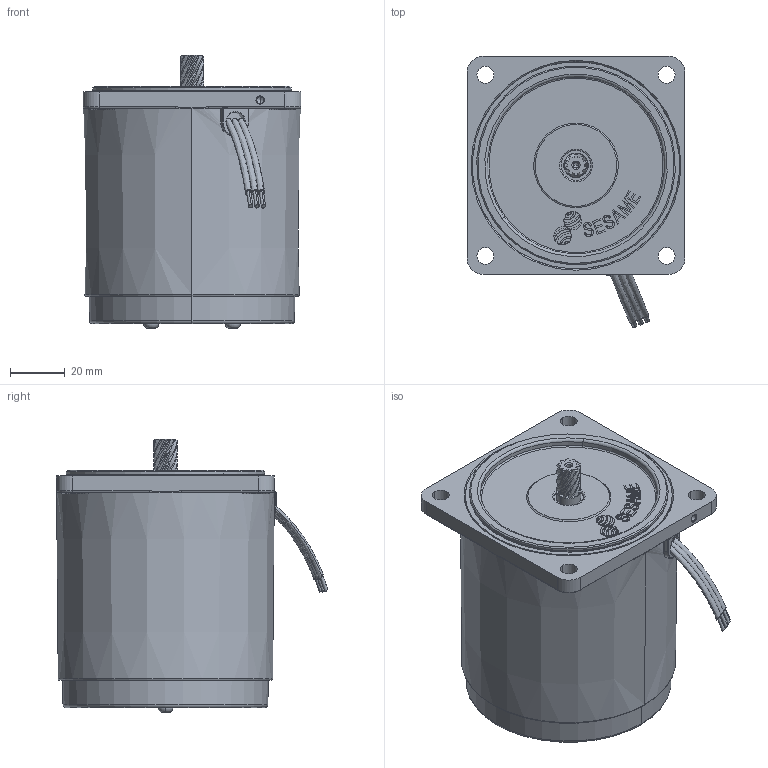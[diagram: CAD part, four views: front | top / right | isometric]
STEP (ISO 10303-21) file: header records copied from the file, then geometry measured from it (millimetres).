
FILE_DESCRIPTION (( 'STEP AP203' ), '1' );
FILE_NAME ('4RK25GN-¡¼-5C151¡¼0000Z0.STEP', '2018-01-02T02:45:20', ( '' ), ( '' ), 'SwSTEP 2.0', 'SolidWorks 2010', '' );
FILE_SCHEMA (( 'CONFIG_CONTROL_DESIGN' ));
Length unit declared in the file: millimetre
Products named in the file (8): C475-C473_C475成品-車工; 25GN_Default; 4RK25GN-〖-5C151〖0000Z0; M425A-RK_成品; 出口線-3條; 線扣; 彈簧壓板M4φ40x1t_Default; 丸頭十字螺絲M3x6_B18.6.7M - M3 x 0.5 x 8 Type I Cross Recessed PHMS --8C
Assembly tree (8 placements, depth 2):
  4RK25GN-〖-5C151〖0000Z0
    C475-C473_C475成品-車工
    出口線-3條
    M425A-RK_成品
    25GN_Default
    線扣
    丸頭十字螺絲M3x6_B18.6.7M - M3 x 0.5 x 8 Type I Cross Recessed PHMS --8C  x2
    彈簧壓板M4φ40x1t_Default
Bounding box: 80 x 99.5 x 100.46 mm (x, y, z)
Volume: 421789.9 mm3; surface area: 50446.6 mm2
Topology: 10 solids, 10 shells, 579 faces, 1503 edges, 972 vertices
Faces by surface type: cylinder 225, plane 175, bspline 77, torus 56, cone 38, sphere 8
Entity records: 22849 total; most frequent: CARTESIAN_POINT 8555, DIRECTION 2869, ORIENTED_EDGE 2842, EDGE_CURVE 1421, AXIS2_PLACEMENT_3D 1142, VERTEX_POINT 924, CIRCLE 658, EDGE_LOOP 609
